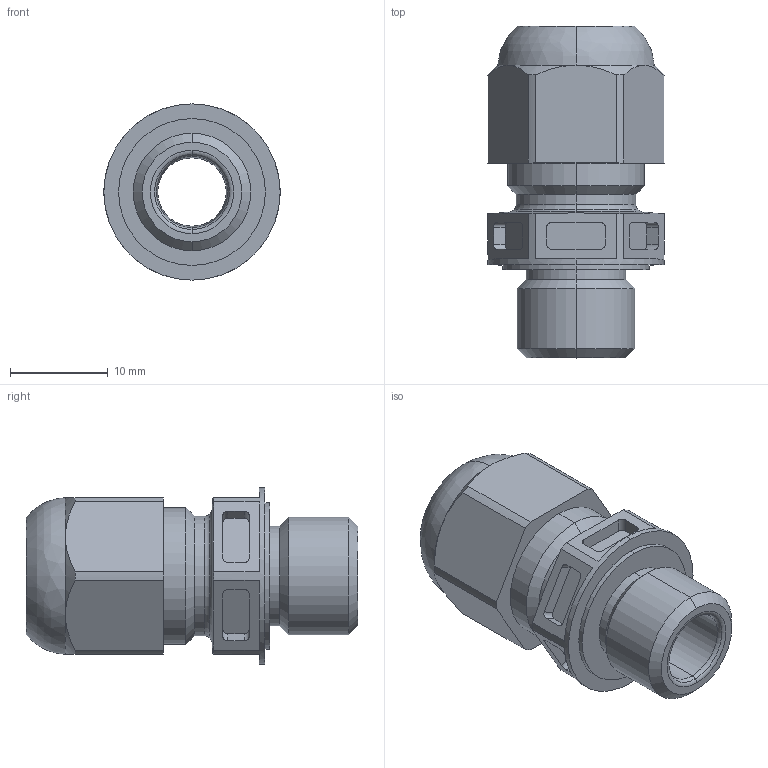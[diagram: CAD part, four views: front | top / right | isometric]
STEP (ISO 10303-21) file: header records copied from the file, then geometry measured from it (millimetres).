
FILE_DESCRIPTION((''),'2;1');
FILE_NAME('ESKV12','2018-01-09T',('FIMABER1'),(''),'CREO PARAMETRIC BY PTC INC, 2017170','CREO PARAMETRIC BY PTC INC, 2017170','');
FILE_SCHEMA(('CONFIG_CONTROL_DESIGN'));
Length unit declared in the file: millimetre
Products named in the file (1): ESKV12
Bounding box: 18 x 33.9 x 18 mm (x, y, z)
Volume: 4232.9 mm3; surface area: 3124.1 mm2
Topology: 1 solids, 1 shells, 134 faces, 328 edges, 206 vertices
Faces by surface type: plane 54, cylinder 46, cone 20, torus 12, bspline 2
Entity records: 4214 total; most frequent: CARTESIAN_POINT 918, DIRECTION 718, ORIENTED_EDGE 656, EDGE_CURVE 328, AXIS2_PLACEMENT_3D 278, VERTEX_POINT 206, VECTOR 162, LINE 162
